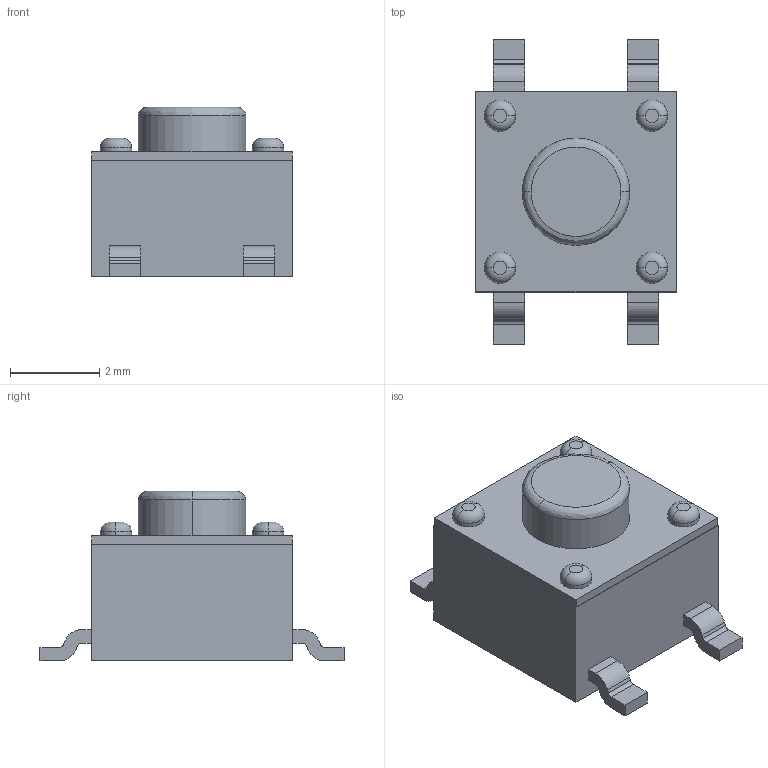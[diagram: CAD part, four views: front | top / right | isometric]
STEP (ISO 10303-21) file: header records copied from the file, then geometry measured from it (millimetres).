
FILE_DESCRIPTION (( 'STEP AP214' ), '1' );
FILE_NAME ('Button 4.5x4.5x3.8.STEP', '2020-10-26T19:52:58', ( 'Bee-bee-mama' ), ( '' ), 'SwSTEP 2.0', 'SolidWorks 2018', '' );
FILE_SCHEMA (( 'AUTOMOTIVE_DESIGN' ));
Length unit declared in the file: millimetre
Products named in the file (1): Button 4.5x4.5x3.8
Bounding box: 4.5 x 6.8 x 3.8 mm (x, y, z)
Volume: 62.6 mm3; surface area: 110.3 mm2
Topology: 1 solids, 1 shells, 88 faces, 218 edges, 142 vertices
Faces by surface type: plane 52, cylinder 26, torus 8, bspline 2
Entity records: 3295 total; most frequent: CARTESIAN_POINT 485, DIRECTION 460, ORIENTED_EDGE 436, EDGE_CURVE 218, AXIS2_PLACEMENT_3D 157, LINE 146, VECTOR 146, VERTEX_POINT 142
